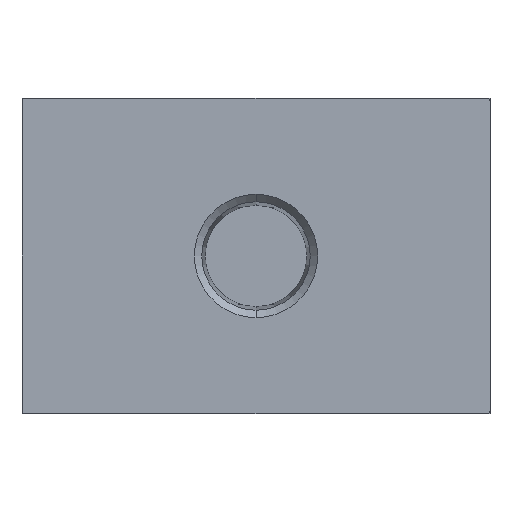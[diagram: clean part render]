
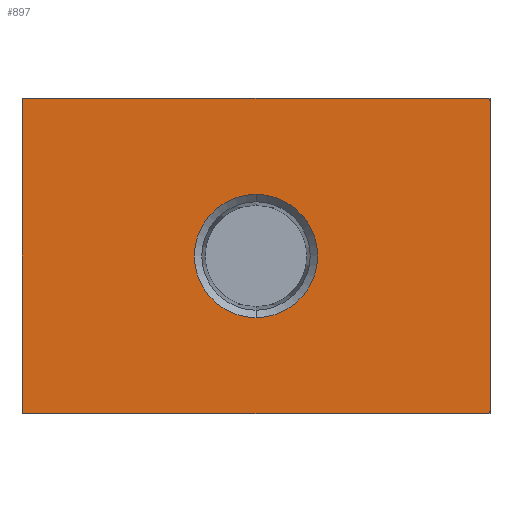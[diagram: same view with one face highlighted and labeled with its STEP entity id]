
A CAD part, front view. The second image highlights one B-rep face of the part: STEP entity #897.
In plain terms, the highlighted planar face has unit normal (0, -1, 0).
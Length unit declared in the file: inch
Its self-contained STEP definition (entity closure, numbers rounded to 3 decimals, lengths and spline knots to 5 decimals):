
#26 = CARTESIAN_POINT ( 'NONE',  ( -0.77559, -0.90551, 0.51969 ) ) ;
#119 = ORIENTED_EDGE ( 'NONE', *, *, #1893, .F. ) ;
#136 = DIRECTION ( 'NONE',  ( 0., 1., 0. ) ) ;
#193 = DIRECTION ( 'NONE',  ( 0., 0., -1. ) ) ;
#215 = EDGE_CURVE ( 'NONE', #2342, #2794, #1713, .T. ) ;
#231 = DIRECTION ( 'NONE',  ( 0., -1., 0. ) ) ;
#238 = CIRCLE ( 'NONE', #1929, 0.20754 ) ;
#245 = LINE ( 'NONE', #2535, #2479 ) ;
#261 = DIRECTION ( 'NONE',  ( 0., 0., -1. ) ) ;
#277 = DIRECTION ( 'NONE',  ( 0., 1., 0. ) ) ;
#328 = DIRECTION ( 'NONE',  ( 0., -1., 0. ) ) ;
#329 = ORIENTED_EDGE ( 'NONE', *, *, #2126, .F. ) ;
#338 = EDGE_CURVE ( 'NONE', #468, #2016, #1377, .T. ) ;
#385 = DIRECTION ( 'NONE',  ( 0., 0., -1. ) ) ;
#388 = VERTEX_POINT ( 'NONE', #2575 ) ;
#438 = CARTESIAN_POINT ( 'NONE',  ( 0., -0.90551, 0. ) ) ;
#448 = VERTEX_POINT ( 'NONE', #1256 ) ;
#468 = VERTEX_POINT ( 'NONE', #2398 ) ;
#493 = CARTESIAN_POINT ( 'NONE',  ( 0.77559, -0.90551, -0.51969 ) ) ;
#550 = CIRCLE ( 'NONE', #2874, 0.20754 ) ;
#592 = EDGE_CURVE ( 'NONE', #809, #448, #2451, .T. ) ;
#629 = AXIS2_PLACEMENT_3D ( 'NONE', #1473, #2838, #2615 ) ;
#706 = DIRECTION ( 'NONE',  ( 0., 0., 1. ) ) ;
#712 = DIRECTION ( 'NONE',  ( 0., 1., 0. ) ) ;
#731 = ORIENTED_EDGE ( 'NONE', *, *, #2999, .F. ) ;
#749 = CARTESIAN_POINT ( 'NONE',  ( 0.77559, -0.90551, 0.5315 ) ) ;
#765 = DIRECTION ( 'NONE',  ( 1., 0., 0. ) ) ;
#767 = FACE_BOUND ( 'NONE', #2229, .T. ) ;
#788 = EDGE_CURVE ( 'NONE', #388, #1873, #2212, .T. ) ;
#809 = VERTEX_POINT ( 'NONE', #943 ) ;
#831 = VECTOR ( 'NONE', #765, 39.37008 ) ;
#897 = ADVANCED_FACE ( 'NONE', ( #2633, #767 ), #1683, .F. ) ;
#943 = CARTESIAN_POINT ( 'NONE',  ( -0.77559, -0.90551, -0.5315 ) ) ;
#1011 = CARTESIAN_POINT ( 'NONE',  ( 0., -0.90551, 0.20754 ) ) ;
#1034 = LINE ( 'NONE', #749, #831 ) ;
#1082 = EDGE_CURVE ( 'NONE', #1086, #2339, #238, .T. ) ;
#1086 = VERTEX_POINT ( 'NONE', #1011 ) ;
#1130 = CARTESIAN_POINT ( 'NONE',  ( 0.7874, -0.90551, -0.51969 ) ) ;
#1186 = AXIS2_PLACEMENT_3D ( 'NONE', #2027, #1552, #2058 ) ;
#1202 = LINE ( 'NONE', #2162, #1310 ) ;
#1208 = ORIENTED_EDGE ( 'NONE', *, *, #1819, .F. ) ;
#1244 = DIRECTION ( 'NONE',  ( 0., 0., -1. ) ) ;
#1256 = CARTESIAN_POINT ( 'NONE',  ( -0.7874, -0.90551, -0.51969 ) ) ;
#1310 = VECTOR ( 'NONE', #1482, 39.37008 ) ;
#1313 = ORIENTED_EDGE ( 'NONE', *, *, #788, .F. ) ;
#1340 = CARTESIAN_POINT ( 'NONE',  ( -0.77559, -0.90551, -0.51969 ) ) ;
#1377 = CIRCLE ( 'NONE', #2107, 0.01181 ) ;
#1397 = ORIENTED_EDGE ( 'NONE', *, *, #338, .F. ) ;
#1462 = CARTESIAN_POINT ( 'NONE',  ( 0., -0.90551, 0. ) ) ;
#1473 = CARTESIAN_POINT ( 'NONE',  ( 0., -0.90551, 0. ) ) ;
#1482 = DIRECTION ( 'NONE',  ( -1., 0., 0. ) ) ;
#1527 = ORIENTED_EDGE ( 'NONE', *, *, #1082, .F. ) ;
#1532 = CARTESIAN_POINT ( 'NONE',  ( 0.7874, -0.90551, 0.51969 ) ) ;
#1538 = CARTESIAN_POINT ( 'NONE',  ( 0.77559, -0.90551, 0.5315 ) ) ;
#1552 = DIRECTION ( 'NONE',  ( 0., 1., 0. ) ) ;
#1556 = VECTOR ( 'NONE', #193, 39.37008 ) ;
#1683 = PLANE ( 'NONE',  #629 ) ;
#1713 = CIRCLE ( 'NONE', #1186, 0.01181 ) ;
#1759 = ORIENTED_EDGE ( 'NONE', *, *, #2137, .F. ) ;
#1819 = EDGE_CURVE ( 'NONE', #1873, #2342, #1034, .T. ) ;
#1873 = VERTEX_POINT ( 'NONE', #2862 ) ;
#1893 = EDGE_CURVE ( 'NONE', #2016, #809, #1202, .T. ) ;
#1929 = AXIS2_PLACEMENT_3D ( 'NONE', #1462, #328, #1244 ) ;
#1970 = AXIS2_PLACEMENT_3D ( 'NONE', #26, #712, #2540 ) ;
#1987 = CARTESIAN_POINT ( 'NONE',  ( 0., -0.90551, -0.20754 ) ) ;
#1990 = CARTESIAN_POINT ( 'NONE',  ( 0.77559, -0.90551, -0.5315 ) ) ;
#2016 = VERTEX_POINT ( 'NONE', #1990 ) ;
#2027 = CARTESIAN_POINT ( 'NONE',  ( 0.77559, -0.90551, 0.51969 ) ) ;
#2058 = DIRECTION ( 'NONE',  ( 0., 0., -1. ) ) ;
#2091 = DIRECTION ( 'NONE',  ( 0., 0., -1. ) ) ;
#2107 = AXIS2_PLACEMENT_3D ( 'NONE', #493, #277, #261 ) ;
#2126 = EDGE_CURVE ( 'NONE', #448, #388, #245, .T. ) ;
#2137 = EDGE_CURVE ( 'NONE', #2339, #1086, #550, .T. ) ;
#2162 = CARTESIAN_POINT ( 'NONE',  ( -0.77559, -0.90551, -0.5315 ) ) ;
#2212 = CIRCLE ( 'NONE', #1970, 0.01181 ) ;
#2229 = EDGE_LOOP ( 'NONE', ( #1759, #1527 ) ) ;
#2339 = VERTEX_POINT ( 'NONE', #1987 ) ;
#2342 = VERTEX_POINT ( 'NONE', #1538 ) ;
#2398 = CARTESIAN_POINT ( 'NONE',  ( 0.7874, -0.90551, -0.51969 ) ) ;
#2451 = CIRCLE ( 'NONE', #2846, 0.01181 ) ;
#2479 = VECTOR ( 'NONE', #706, 39.37008 ) ;
#2535 = CARTESIAN_POINT ( 'NONE',  ( -0.7874, -0.90551, 0.51969 ) ) ;
#2540 = DIRECTION ( 'NONE',  ( 0., 0., -1. ) ) ;
#2557 = ORIENTED_EDGE ( 'NONE', *, *, #215, .F. ) ;
#2575 = CARTESIAN_POINT ( 'NONE',  ( -0.7874, -0.90551, 0.51969 ) ) ;
#2615 = DIRECTION ( 'NONE',  ( 0., 0., 1. ) ) ;
#2633 = FACE_OUTER_BOUND ( 'NONE', #2660, .T. ) ;
#2660 = EDGE_LOOP ( 'NONE', ( #2696, #119, #1397, #731, #2557, #1208, #1313, #329 ) ) ;
#2696 = ORIENTED_EDGE ( 'NONE', *, *, #592, .F. ) ;
#2756 = LINE ( 'NONE', #1130, #1556 ) ;
#2794 = VERTEX_POINT ( 'NONE', #1532 ) ;
#2838 = DIRECTION ( 'NONE',  ( 0., 1., 0. ) ) ;
#2846 = AXIS2_PLACEMENT_3D ( 'NONE', #1340, #136, #385 ) ;
#2862 = CARTESIAN_POINT ( 'NONE',  ( -0.77559, -0.90551, 0.5315 ) ) ;
#2874 = AXIS2_PLACEMENT_3D ( 'NONE', #438, #231, #2091 ) ;
#2999 = EDGE_CURVE ( 'NONE', #2794, #468, #2756, .T. ) ;
